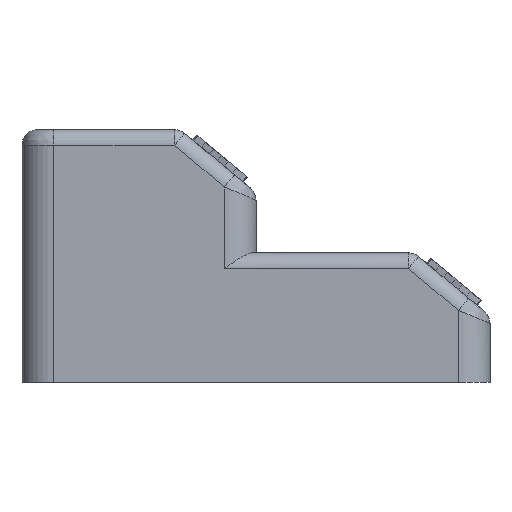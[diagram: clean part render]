
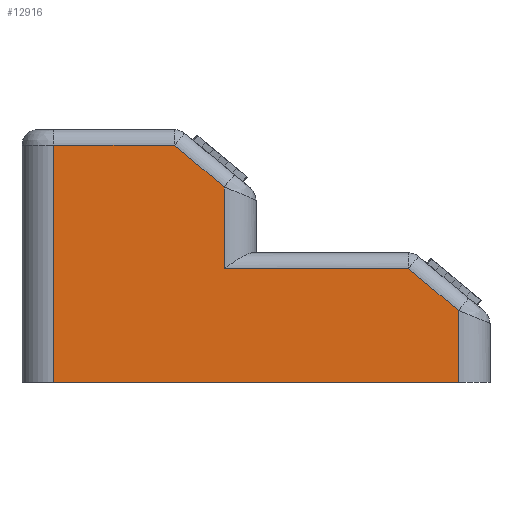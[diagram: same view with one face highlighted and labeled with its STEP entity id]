
A CAD part, front view. The second image highlights one B-rep face of the part: STEP entity #12916.
In plain terms, the highlighted planar face has unit normal (0, -1, 0).
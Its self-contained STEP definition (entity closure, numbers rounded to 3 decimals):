
#1073=PLANE('',#13747);
#1365=LINE('',#17135,#2308);
#1367=LINE('',#17212,#2310);
#1369=LINE('',#17258,#2312);
#1372=LINE('',#17287,#2315);
#1373=LINE('',#17299,#2316);
#1375=LINE('',#17302,#2318);
#1378=LINE('',#17309,#2321);
#1379=LINE('',#17310,#2322);
#2308=VECTOR('',#14215,10.);
#2310=VECTOR('',#14265,10.);
#2312=VECTOR('',#14281,10.);
#2315=VECTOR('',#14294,10.);
#2316=VECTOR('',#14311,10.);
#2318=VECTOR('',#14315,10.);
#2321=VECTOR('',#14324,10.);
#2322=VECTOR('',#14325,10.);
#3255=FACE_OUTER_BOUND('',#4056,.T.);
#4056=EDGE_LOOP('',(#8712,#8713,#8714,#8715,#8716,#8717,#8718,#8719));
#5227=VERTEX_POINT('',#17132);
#5228=VERTEX_POINT('',#17134);
#5249=VERTEX_POINT('',#17207);
#5253=VERTEX_POINT('',#17249);
#5256=VERTEX_POINT('',#17257);
#5257=VERTEX_POINT('',#17281);
#5261=VERTEX_POINT('',#17295);
#5262=VERTEX_POINT('',#17308);
#6585=EDGE_CURVE('',#5227,#5228,#1365,.T.);
#6610=EDGE_CURVE('',#5249,#5227,#1367,.T.);
#6617=EDGE_CURVE('',#5253,#5256,#1369,.T.);
#6624=EDGE_CURVE('',#5228,#5257,#1372,.T.);
#6630=EDGE_CURVE('',#5256,#5261,#1373,.T.);
#6632=EDGE_CURVE('',#5261,#5249,#1375,.T.);
#6635=EDGE_CURVE('',#5262,#5253,#1378,.T.);
#6636=EDGE_CURVE('',#5257,#5262,#1379,.T.);
#8712=ORIENTED_EDGE('',*,*,#6610,.F.);
#8713=ORIENTED_EDGE('',*,*,#6632,.F.);
#8714=ORIENTED_EDGE('',*,*,#6630,.F.);
#8715=ORIENTED_EDGE('',*,*,#6617,.F.);
#8716=ORIENTED_EDGE('',*,*,#6635,.F.);
#8717=ORIENTED_EDGE('',*,*,#6636,.F.);
#8718=ORIENTED_EDGE('',*,*,#6624,.F.);
#8719=ORIENTED_EDGE('',*,*,#6585,.F.);
#12916=ADVANCED_FACE('',(#3255),#1073,.F.);
#13747=AXIS2_PLACEMENT_3D('',#17307,#14322,#14323);
#14215=DIRECTION('',(-1.,0.,0.));
#14265=DIRECTION('',(0.,0.,-1.));
#14281=DIRECTION('',(0.,0.,-1.));
#14294=DIRECTION('',(0.,0.,1.));
#14311=DIRECTION('',(1.,0.,0.));
#14315=DIRECTION('',(0.768,0.,-0.64));
#14322=DIRECTION('center_axis',(0.,1.,0.));
#14323=DIRECTION('ref_axis',(1.,0.,0.));
#14324=DIRECTION('',(0.768,0.,-0.64));
#14325=DIRECTION('',(1.,0.,0.));
#17132=CARTESIAN_POINT('',(69.,0.,0.));
#17134=CARTESIAN_POINT('',(5.,0.,0.));
#17135=CARTESIAN_POINT('',(74.,0.,0.));
#17207=CARTESIAN_POINT('',(69.,0.,11.412));
#17212=CARTESIAN_POINT('',(69.,0.,15.25));
#17249=CARTESIAN_POINT('',(32.,0.,30.912));
#17257=CARTESIAN_POINT('',(32.,0.,18.));
#17258=CARTESIAN_POINT('',(32.,0.,25.));
#17281=CARTESIAN_POINT('',(5.,0.,37.5));
#17287=CARTESIAN_POINT('',(5.,0.,10.));
#17295=CARTESIAN_POINT('',(61.095,0.,18.));
#17299=CARTESIAN_POINT('',(37.,0.,18.));
#17302=CARTESIAN_POINT('',(53.145,0.,24.625));
#17307=CARTESIAN_POINT('Origin',(37.,0.,20.));
#17308=CARTESIAN_POINT('',(24.095,0.,37.5));
#17309=CARTESIAN_POINT('',(31.859,0.,31.03));
#17310=CARTESIAN_POINT('',(18.5,0.,37.5));
